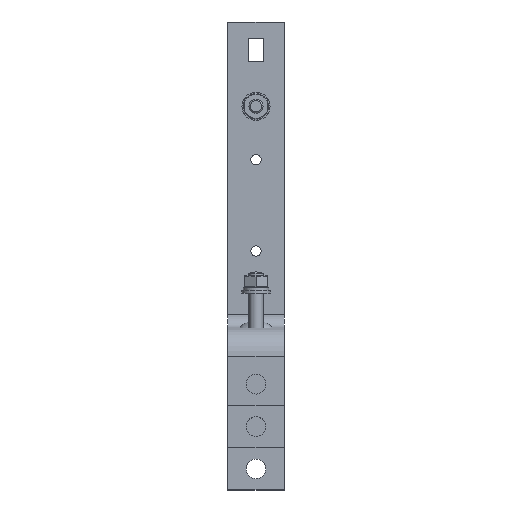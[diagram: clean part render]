
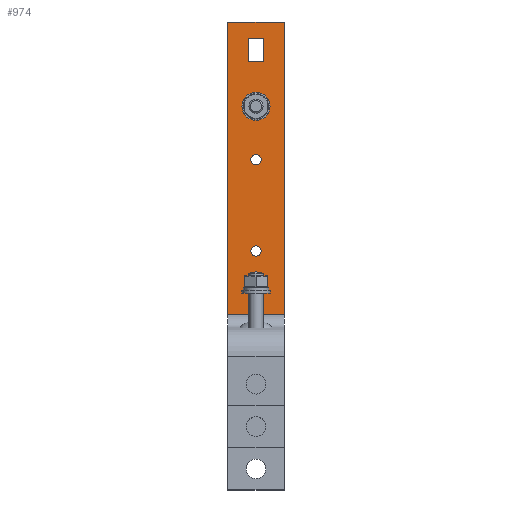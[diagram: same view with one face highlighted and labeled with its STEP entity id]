
A CAD part, top view. The second image highlights one B-rep face of the part: STEP entity #974.
In plain terms, the highlighted planar face has unit normal (0, 0, 1).
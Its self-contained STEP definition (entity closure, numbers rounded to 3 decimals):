
#974=ADVANCED_FACE('',(#1770,#1771,#1772,#1773,#1774),#1775,.F.);
#1770=FACE_OUTER_BOUND('',#2504,.T.);
#1771=FACE_BOUND('',#2505,.T.);
#1772=FACE_BOUND('',#2506,.T.);
#1773=FACE_BOUND('',#2507,.T.);
#1774=FACE_BOUND('',#2508,.T.);
#1775=PLANE('',#2509);
#2504=EDGE_LOOP('',(#4279,#4280,#4281,#4282));
#2505=EDGE_LOOP('',(#4283,#4284));
#2506=EDGE_LOOP('',(#4285,#4286));
#2507=EDGE_LOOP('',(#4287,#4288,#4289,#4290));
#2508=EDGE_LOOP('',(#4291,#4292,#4293,#4294));
#2509=AXIS2_PLACEMENT_3D('',#4295,#4296,#4297);
#4279=ORIENTED_EDGE('',*,*,#5151,.T.);
#4280=ORIENTED_EDGE('',*,*,#5152,.F.);
#4281=ORIENTED_EDGE('',*,*,#5084,.F.);
#4282=ORIENTED_EDGE('',*,*,#5149,.T.);
#4283=ORIENTED_EDGE('',*,*,#5066,.F.);
#4284=ORIENTED_EDGE('',*,*,#5071,.F.);
#4285=ORIENTED_EDGE('',*,*,#5061,.F.);
#4286=ORIENTED_EDGE('',*,*,#5074,.F.);
#4287=ORIENTED_EDGE('',*,*,#5153,.F.);
#4288=ORIENTED_EDGE('',*,*,#5154,.F.);
#4289=ORIENTED_EDGE('',*,*,#5155,.F.);
#4290=ORIENTED_EDGE('',*,*,#5156,.F.);
#4291=ORIENTED_EDGE('',*,*,#5157,.F.);
#4292=ORIENTED_EDGE('',*,*,#5158,.F.);
#4293=ORIENTED_EDGE('',*,*,#5159,.F.);
#4294=ORIENTED_EDGE('',*,*,#5160,.F.);
#4295=CARTESIAN_POINT('',(40.0,333.0,15.323));
#4296=DIRECTION('',(0.,0.,-1.0));
#4297=DIRECTION('',(0.,-1.0,0.));
#5061=EDGE_CURVE('',#6038,#6041,#6042,.T.);
#5066=EDGE_CURVE('',#6047,#6050,#6051,.T.);
#5071=EDGE_CURVE('',#6050,#6047,#6057,.T.);
#5074=EDGE_CURVE('',#6041,#6038,#6060,.T.);
#5084=EDGE_CURVE('',#6074,#6065,#6075,.T.);
#5149=EDGE_CURVE('',#6074,#6173,#6175,.T.);
#5151=EDGE_CURVE('',#6173,#6083,#6177,.T.);
#5152=EDGE_CURVE('',#6065,#6083,#6178,.T.);
#5153=EDGE_CURVE('',#6179,#6180,#6181,.T.);
#5154=EDGE_CURVE('',#6182,#6179,#6183,.T.);
#5155=EDGE_CURVE('',#6184,#6182,#6185,.T.);
#5156=EDGE_CURVE('',#6180,#6184,#6186,.T.);
#5157=EDGE_CURVE('',#6187,#6188,#6189,.T.);
#5158=EDGE_CURVE('',#6190,#6187,#6191,.T.);
#5159=EDGE_CURVE('',#6192,#6190,#6193,.T.);
#5160=EDGE_CURVE('',#6188,#6192,#6194,.T.);
#6038=VERTEX_POINT('',#7686);
#6041=VERTEX_POINT('',#7690);
#6042=CIRCLE('',#7691,3.7);
#6047=VERTEX_POINT('',#7697);
#6050=VERTEX_POINT('',#7701);
#6051=CIRCLE('',#7702,3.7);
#6057=CIRCLE('',#7709,3.7);
#6060=CIRCLE('',#7712,3.7);
#6065=VERTEX_POINT('',#7717);
#6074=VERTEX_POINT('',#7728);
#6075=LINE('',#7729,#7730);
#6083=VERTEX_POINT('',#7741);
#6173=VERTEX_POINT('',#7871);
#6175=LINE('',#7874,#7875);
#6177=LINE('',#7877,#7878);
#6178=LINE('',#7879,#7880);
#6179=VERTEX_POINT('',#7881);
#6180=VERTEX_POINT('',#7882);
#6181=LINE('',#7883,#7884);
#6182=VERTEX_POINT('',#7885);
#6183=LINE('',#7886,#7887);
#6184=VERTEX_POINT('',#7888);
#6185=LINE('',#7889,#7890);
#6186=LINE('',#7891,#7892);
#6187=VERTEX_POINT('',#7893);
#6188=VERTEX_POINT('',#7894);
#6189=LINE('',#7895,#7896);
#6190=VERTEX_POINT('',#7897);
#6191=LINE('',#7898,#7899);
#6192=VERTEX_POINT('',#7900);
#6193=LINE('',#7901,#7902);
#6194=LINE('',#7903,#7904);
#7686=CARTESIAN_POINT('',(16.3,170.0,15.323));
#7690=CARTESIAN_POINT('',(23.7,170.0,15.323));
#7691=AXIS2_PLACEMENT_3D('',#8636,#8637,#8638);
#7697=CARTESIAN_POINT('',(16.3,235.0,15.323));
#7701=CARTESIAN_POINT('',(23.7,235.0,15.323));
#7702=AXIS2_PLACEMENT_3D('',#8644,#8645,#8646);
#7709=AXIS2_PLACEMENT_3D('',#8654,#8655,#8656);
#7712=AXIS2_PLACEMENT_3D('',#8660,#8661,#8662);
#7717=CARTESIAN_POINT('',(40.0,125.0,15.323));
#7728=CARTESIAN_POINT('',(40.0,333.0,15.323));
#7729=CARTESIAN_POINT('',(40.0,333.0,15.323));
#7730=VECTOR('',#8677,1000.0);
#7741=CARTESIAN_POINT('',(0.,125.0,15.323));
#7871=CARTESIAN_POINT('',(0.0,333.0,15.323));
#7874=CARTESIAN_POINT('',(40.0,333.0,15.323));
#7875=VECTOR('',#8740,1000.0);
#7877=CARTESIAN_POINT('',(0.0,333.0,15.323));
#7878=VECTOR('',#8741,1000.0);
#7879=CARTESIAN_POINT('',(40.0,125.0,15.323));
#7880=VECTOR('',#8742,1000.0);
#7881=CARTESIAN_POINT('',(14.5,281.0,15.323));
#7882=CARTESIAN_POINT('',(14.5,265.0,15.323));
#7883=CARTESIAN_POINT('',(14.5,265.0,15.323));
#7884=VECTOR('',#8743,1000.0);
#7885=CARTESIAN_POINT('',(25.5,281.0,15.323));
#7886=CARTESIAN_POINT('',(25.5,281.0,15.323));
#7887=VECTOR('',#8744,1000.0);
#7888=CARTESIAN_POINT('',(25.5,265.0,15.323));
#7889=CARTESIAN_POINT('',(25.5,265.0,15.323));
#7890=VECTOR('',#8745,1000.0);
#7891=CARTESIAN_POINT('',(25.5,265.0,15.323));
#7892=VECTOR('',#8746,1000.0);
#7893=CARTESIAN_POINT('',(25.5,305.0,15.323));
#7894=CARTESIAN_POINT('',(25.5,321.0,15.323));
#7895=CARTESIAN_POINT('',(25.5,321.0,15.323));
#7896=VECTOR('',#8747,1000.0);
#7897=CARTESIAN_POINT('',(14.5,305.0,15.323));
#7898=CARTESIAN_POINT('',(25.5,305.0,15.323));
#7899=VECTOR('',#8748,1000.0);
#7900=CARTESIAN_POINT('',(14.5,321.0,15.323));
#7901=CARTESIAN_POINT('',(14.5,321.0,15.323));
#7902=VECTOR('',#8749,1000.0);
#7903=CARTESIAN_POINT('',(25.5,321.0,15.323));
#7904=VECTOR('',#8750,1000.0);
#8636=CARTESIAN_POINT('',(20.0,170.0,15.323));
#8637=DIRECTION('',(0.,0.,1.0));
#8638=DIRECTION('',(-1.0,0.,0.));
#8644=CARTESIAN_POINT('',(20.0,235.0,15.323));
#8645=DIRECTION('',(0.,0.,1.0));
#8646=DIRECTION('',(-1.0,0.,0.));
#8654=CARTESIAN_POINT('',(20.0,235.0,15.323));
#8655=DIRECTION('',(0.,0.,1.0));
#8656=DIRECTION('',(-1.0,0.,0.));
#8660=CARTESIAN_POINT('',(20.0,170.0,15.323));
#8661=DIRECTION('',(0.,0.,1.0));
#8662=DIRECTION('',(-1.0,0.,0.));
#8677=DIRECTION('',(0.,-1.0,0.));
#8740=DIRECTION('',(-1.0,0.,0.));
#8741=DIRECTION('',(0.,-1.0,0.));
#8742=DIRECTION('',(-1.0,0.,0.));
#8743=DIRECTION('',(0.,-1.0,0.));
#8744=DIRECTION('',(-1.0,0.,0.));
#8745=DIRECTION('',(0.,1.0,0.));
#8746=DIRECTION('',(1.0,0.,0.));
#8747=DIRECTION('',(0.,1.0,0.));
#8748=DIRECTION('',(1.0,0.,0.));
#8749=DIRECTION('',(0.,-1.0,0.));
#8750=DIRECTION('',(-1.0,0.,0.));
